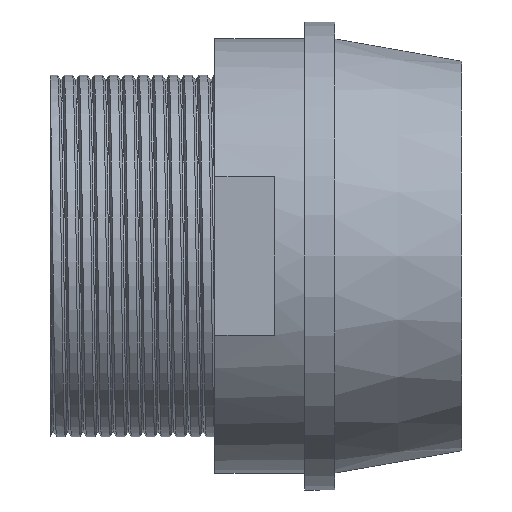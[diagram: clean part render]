
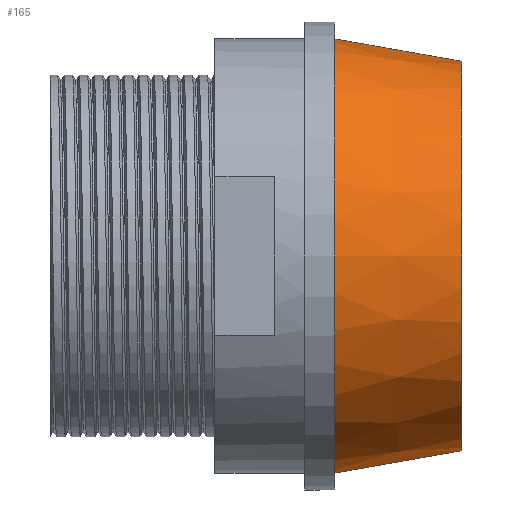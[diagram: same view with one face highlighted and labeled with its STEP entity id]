
A CAD part, front view. The second image highlights one B-rep face of the part: STEP entity #165.
In plain terms, the highlighted conical face has half-angle 10 degrees and reference radius 29 mm.
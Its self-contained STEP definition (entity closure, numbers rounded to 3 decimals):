
#88 = VERTEX_POINT ( 'NONE', #3159 ) ;
#165 = ADVANCED_FACE ( 'NONE', ( #2519 ), #1431, .T. ) ;
#262 = AXIS2_PLACEMENT_3D ( 'NONE', #1046, #754, #2053 ) ;
#274 = CARTESIAN_POINT ( 'NONE',  ( -17., 0., 29. ) ) ;
#283 = VERTEX_POINT ( 'NONE', #2859 ) ;
#388 = EDGE_LOOP ( 'NONE', ( #1094, #3064, #846, #2464 ) ) ;
#509 = DIRECTION ( 'NONE',  ( -1., 0., 0. ) ) ;
#529 = VECTOR ( 'NONE', #1578, 1000. ) ;
#560 = CARTESIAN_POINT ( 'NONE',  ( -17., 0., 0. ) ) ;
#663 = EDGE_CURVE ( 'NONE', #88, #2204, #3525, .T. ) ;
#673 = CIRCLE ( 'NONE', #2298, 26.002 ) ;
#754 = DIRECTION ( 'NONE',  ( -1., 0., 0. ) ) ;
#846 = ORIENTED_EDGE ( 'NONE', *, *, #2536, .T. ) ;
#860 = DIRECTION ( 'NONE',  ( 0., 0., 1. ) ) ;
#1046 = CARTESIAN_POINT ( 'NONE',  ( -17., 0., 0. ) ) ;
#1060 = DIRECTION ( 'NONE',  ( 0., 0., 1. ) ) ;
#1094 = ORIENTED_EDGE ( 'NONE', *, *, #2714, .F. ) ;
#1420 = EDGE_CURVE ( 'NONE', #283, #1825, #673, .T. ) ;
#1429 = CARTESIAN_POINT ( 'NONE',  ( 0., 0., 0. ) ) ;
#1431 = CONICAL_SURFACE ( 'NONE', #3611, 29., 0.175 ) ;
#1578 = DIRECTION ( 'NONE',  ( -0.985, 0., 0.174 ) ) ;
#1617 = LINE ( 'NONE', #2894, #2572 ) ;
#1825 = VERTEX_POINT ( 'NONE', #2571 ) ;
#2053 = DIRECTION ( 'NONE',  ( 0., 0., 1. ) ) ;
#2204 = VERTEX_POINT ( 'NONE', #4172 ) ;
#2298 = AXIS2_PLACEMENT_3D ( 'NONE', #1429, #509, #1060 ) ;
#2464 = ORIENTED_EDGE ( 'NONE', *, *, #663, .F. ) ;
#2519 = FACE_OUTER_BOUND ( 'NONE', #388, .T. ) ;
#2536 = EDGE_CURVE ( 'NONE', #1825, #2204, #3716, .T. ) ;
#2571 = CARTESIAN_POINT ( 'NONE',  ( 0., 0., 26.002 ) ) ;
#2572 = VECTOR ( 'NONE', #3600, 1000. ) ;
#2714 = EDGE_CURVE ( 'NONE', #283, #88, #1617, .T. ) ;
#2813 = DIRECTION ( 'NONE',  ( -1., 0., 0. ) ) ;
#2859 = CARTESIAN_POINT ( 'NONE',  ( 0., 0., -26.002 ) ) ;
#2894 = CARTESIAN_POINT ( 'NONE',  ( -17., 0., -29. ) ) ;
#3064 = ORIENTED_EDGE ( 'NONE', *, *, #1420, .T. ) ;
#3159 = CARTESIAN_POINT ( 'NONE',  ( -17., 0., -29. ) ) ;
#3525 = CIRCLE ( 'NONE', #262, 29. ) ;
#3600 = DIRECTION ( 'NONE',  ( -0.985, 0., -0.174 ) ) ;
#3611 = AXIS2_PLACEMENT_3D ( 'NONE', #560, #2813, #860 ) ;
#3716 = LINE ( 'NONE', #274, #529 ) ;
#4172 = CARTESIAN_POINT ( 'NONE',  ( -17., 0., 29. ) ) ;
